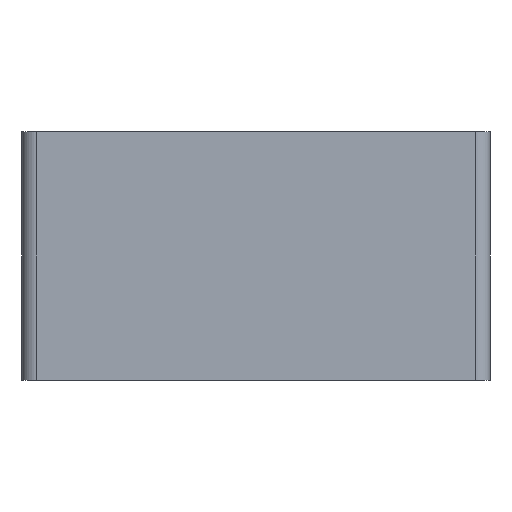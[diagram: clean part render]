
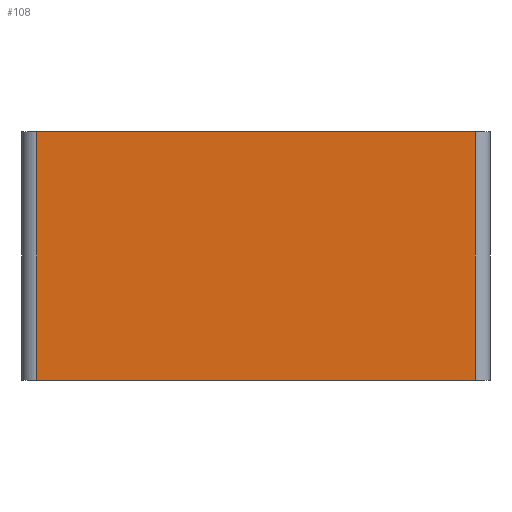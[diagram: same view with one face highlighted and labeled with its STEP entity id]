
A CAD part, left-side view. The second image highlights one B-rep face of the part: STEP entity #108.
In plain terms, the highlighted planar face has unit normal (-1, 0, 0).
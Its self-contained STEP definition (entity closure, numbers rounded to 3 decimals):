
#108 = ADVANCED_FACE( '', ( #330 ), #331, .F. );
#330 = FACE_OUTER_BOUND( '', #700, .T. );
#331 = PLANE( '', #701 );
#700 = EDGE_LOOP( '', ( #1445, #1446, #1447, #1448 ) );
#701 = AXIS2_PLACEMENT_3D( '', #1449, #1450, #1451 );
#1445 = ORIENTED_EDGE( '', *, *, #2648, .T. );
#1446 = ORIENTED_EDGE( '', *, *, #2647, .F. );
#1447 = ORIENTED_EDGE( '', *, *, #2649, .F. );
#1448 = ORIENTED_EDGE( '', *, *, #2650, .T. );
#1449 = CARTESIAN_POINT( '', ( -105., 75., 85. ) );
#1450 = DIRECTION( '', ( 1., 0., 0. ) );
#1451 = DIRECTION( '', ( 0., 1., 0. ) );
#2647 = EDGE_CURVE( '', #3361, #3359, #3363, .T. );
#2648 = EDGE_CURVE( '', #3364, #3359, #3365, .T. );
#2649 = EDGE_CURVE( '', #3366, #3361, #3367, .T. );
#2650 = EDGE_CURVE( '', #3366, #3364, #3368, .T. );
#3359 = VERTEX_POINT( '', #4282 );
#3361 = VERTEX_POINT( '', #4284 );
#3363 = LINE( '', #4286, #4287 );
#3364 = VERTEX_POINT( '', #4288 );
#3365 = LINE( '', #4289, #4290 );
#3366 = VERTEX_POINT( '', #4291 );
#3367 = LINE( '', #4292, #4293 );
#3368 = LINE( '', #4294, #4295 );
#4282 = CARTESIAN_POINT( '', ( -105., -75., 0. ) );
#4284 = CARTESIAN_POINT( '', ( -105., -75., 85. ) );
#4286 = CARTESIAN_POINT( '', ( -105., -75., 85. ) );
#4287 = VECTOR( '', #5183, 1000. );
#4288 = CARTESIAN_POINT( '', ( -105., 75., 0. ) );
#4289 = CARTESIAN_POINT( '', ( -105., 75., 0. ) );
#4290 = VECTOR( '', #5184, 1000. );
#4291 = CARTESIAN_POINT( '', ( -105., 75., 85. ) );
#4292 = CARTESIAN_POINT( '', ( -105., 75., 85. ) );
#4293 = VECTOR( '', #5185, 1000. );
#4294 = CARTESIAN_POINT( '', ( -105., 75., 85. ) );
#4295 = VECTOR( '', #5186, 1000. );
#5183 = DIRECTION( '', ( 0., 0., -1. ) );
#5184 = DIRECTION( '', ( 0., -1., 0. ) );
#5185 = DIRECTION( '', ( 0., -1., 0. ) );
#5186 = DIRECTION( '', ( 0., 0., -1. ) );
